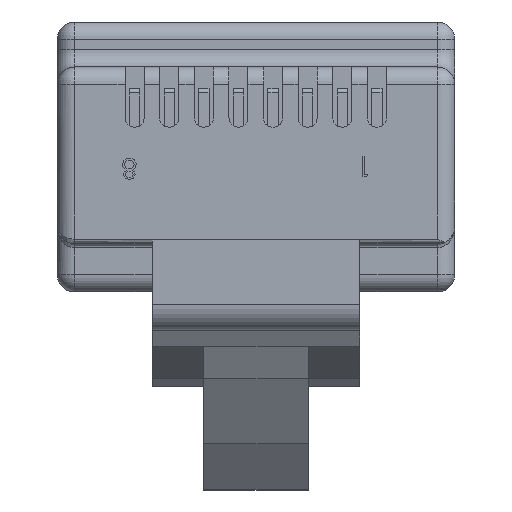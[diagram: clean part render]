
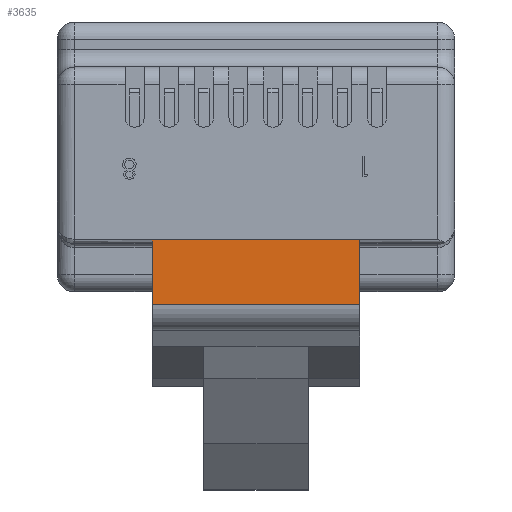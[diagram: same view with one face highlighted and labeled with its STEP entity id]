
A CAD part, front view. The second image highlights one B-rep face of the part: STEP entity #3635.
In plain terms, the highlighted face is planar.
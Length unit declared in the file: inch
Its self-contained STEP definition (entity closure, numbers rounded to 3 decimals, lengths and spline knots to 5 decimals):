
#27 = VECTOR ( 'NONE', #3943, 39.37008 ) ;
#846 = VERTEX_POINT ( 'NONE', #1176 ) ;
#1042 = ORIENTED_EDGE ( 'NONE', *, *, #7178, .F. ) ;
#1056 = CARTESIAN_POINT ( 'NONE',  ( 0.12, 0.145, 0.885 ) ) ;
#1176 = CARTESIAN_POINT ( 'NONE',  ( -0.12, 0.145, 0.885 ) ) ;
#1244 = VERTEX_POINT ( 'NONE', #7768 ) ;
#1812 = LINE ( 'NONE', #7940, #27 ) ;
#1870 = VECTOR ( 'NONE', #6947, 39.37008 ) ;
#2297 = DIRECTION ( 'NONE',  ( -1., 0., 0. ) ) ;
#2605 = ORIENTED_EDGE ( 'NONE', *, *, #5658, .F. ) ;
#2756 = FACE_OUTER_BOUND ( 'NONE', #7086, .T. ) ;
#2947 = VECTOR ( 'NONE', #2297, 39.37008 ) ;
#2966 = CARTESIAN_POINT ( 'NONE',  ( -0.12, 0.145, 0.885 ) ) ;
#2973 = CARTESIAN_POINT ( 'NONE',  ( 0.12, 0.175, 0.885 ) ) ;
#3031 = ORIENTED_EDGE ( 'NONE', *, *, #4240, .T. ) ;
#3542 = CARTESIAN_POINT ( 'NONE',  ( 0.12, 0.07, 0.885 ) ) ;
#3613 = DIRECTION ( 'NONE',  ( 0., 0., -1. ) ) ;
#3635 = ADVANCED_FACE ( 'NONE', ( #2756 ), #6926, .F. ) ;
#3943 = DIRECTION ( 'NONE',  ( 0., -1., 0. ) ) ;
#4015 = ORIENTED_EDGE ( 'NONE', *, *, #4227, .T. ) ;
#4186 = LINE ( 'NONE', #4854, #5734 ) ;
#4227 = EDGE_CURVE ( 'NONE', #5740, #846, #6045, .T. ) ;
#4240 = EDGE_CURVE ( 'NONE', #846, #1244, #6974, .T. ) ;
#4854 = CARTESIAN_POINT ( 'NONE',  ( 0.12, 0.07, 0.885 ) ) ;
#5087 = AXIS2_PLACEMENT_3D ( 'NONE', #2973, #3613, #8277 ) ;
#5273 = VERTEX_POINT ( 'NONE', #3542 ) ;
#5658 = EDGE_CURVE ( 'NONE', #5740, #5273, #1812, .T. ) ;
#5734 = VECTOR ( 'NONE', #7512, 39.37008 ) ;
#5740 = VERTEX_POINT ( 'NONE', #1056 ) ;
#6045 = LINE ( 'NONE', #2966, #2947 ) ;
#6926 = PLANE ( 'NONE',  #5087 ) ;
#6947 = DIRECTION ( 'NONE',  ( 0., -1., 0. ) ) ;
#6974 = LINE ( 'NONE', #6975, #1870 ) ;
#6975 = CARTESIAN_POINT ( 'NONE',  ( -0.12, 0.175, 0.885 ) ) ;
#7086 = EDGE_LOOP ( 'NONE', ( #2605, #4015, #3031, #1042 ) ) ;
#7178 = EDGE_CURVE ( 'NONE', #5273, #1244, #4186, .T. ) ;
#7512 = DIRECTION ( 'NONE',  ( -1., 0., 0. ) ) ;
#7768 = CARTESIAN_POINT ( 'NONE',  ( -0.12, 0.07, 0.885 ) ) ;
#7940 = CARTESIAN_POINT ( 'NONE',  ( 0.12, 0.175, 0.885 ) ) ;
#8277 = DIRECTION ( 'NONE',  ( -1., 0., 0. ) ) ;
